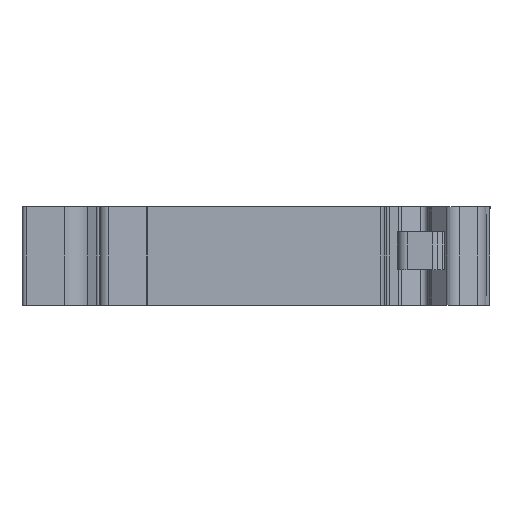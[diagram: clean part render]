
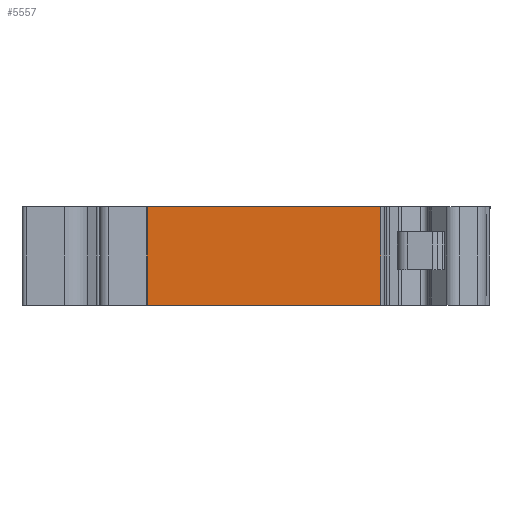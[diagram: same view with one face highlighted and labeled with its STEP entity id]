
A CAD part, front view. The second image highlights one B-rep face of the part: STEP entity #5557.
In plain terms, the highlighted planar face has unit normal (0, -1, 0).
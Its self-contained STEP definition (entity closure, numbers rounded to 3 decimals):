
#1418=DIRECTION('',(-1.,0.,0.));
#1419=VECTOR('',#1418,24.021);
#1420=CARTESIAN_POINT('',(12.7,0.3,-10.1));
#1421=LINE('',#1420,#1419);
#1422=DIRECTION('',(0.,0.,1.));
#1423=VECTOR('',#1422,10.1);
#1424=CARTESIAN_POINT('',(-11.321,0.3,-10.1));
#1425=LINE('',#1424,#1423);
#1426=DIRECTION('',(1.,0.,0.));
#1427=VECTOR('',#1426,24.021);
#1428=CARTESIAN_POINT('',(-11.321,0.3,0.));
#1429=LINE('',#1428,#1427);
#1430=DIRECTION('',(0.,0.,1.));
#1431=VECTOR('',#1430,10.1);
#1432=CARTESIAN_POINT('',(12.7,0.3,-10.1));
#1433=LINE('',#1432,#1431);
#3350=CARTESIAN_POINT('',(-11.321,0.3,0.));
#3352=VERTEX_POINT('',#3350);
#3372=CARTESIAN_POINT('',(-11.321,0.3,-10.1));
#3374=VERTEX_POINT('',#3372);
#3544=CARTESIAN_POINT('',(12.7,0.3,-10.1));
#3545=VERTEX_POINT('',#3544);
#3546=CARTESIAN_POINT('',(12.7,0.3,0.));
#3547=VERTEX_POINT('',#3546);
#5545=CARTESIAN_POINT('',(11.721,0.3,0.));
#5546=DIRECTION('',(0.,1.,0.));
#5547=DIRECTION('',(-1.,0.,0.));
#5548=AXIS2_PLACEMENT_3D('',#5545,#5546,#5547);
#5549=PLANE('',#5548);
#5551=ORIENTED_EDGE('',*,*,#5550,.F.);
#5552=ORIENTED_EDGE('',*,*,#5315,.T.);
#5553=ORIENTED_EDGE('',*,*,#5537,.T.);
#5554=ORIENTED_EDGE('',*,*,#4607,.T.);
#5555=EDGE_LOOP('',(#5551,#5552,#5553,#5554));
#5556=FACE_OUTER_BOUND('',#5555,.F.);
#5557=ADVANCED_FACE('',(#5556),#5549,.F.);
#4607=EDGE_CURVE('',#3352,#3547,#1429,.T.);
#5315=EDGE_CURVE('',#3545,#3374,#1421,.T.);
#5537=EDGE_CURVE('',#3374,#3352,#1425,.T.);
#5550=EDGE_CURVE('',#3545,#3547,#1433,.T.);
